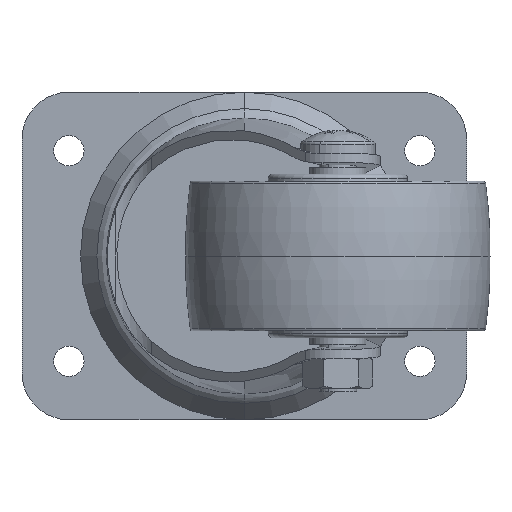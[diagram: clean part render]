
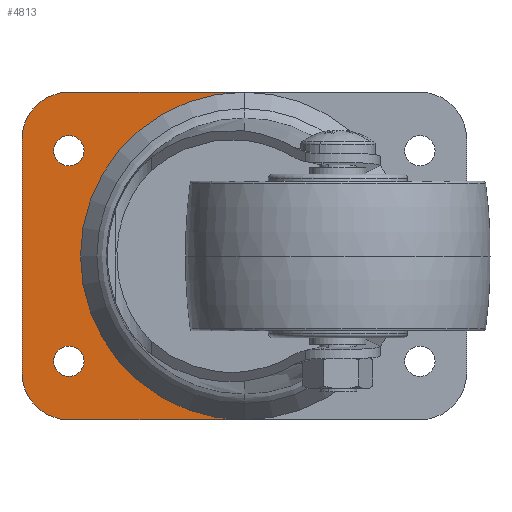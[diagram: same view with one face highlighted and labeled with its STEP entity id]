
A CAD part, front view. The second image highlights one B-rep face of the part: STEP entity #4813.
In plain terms, the highlighted planar face has unit normal (0, -1, 0).
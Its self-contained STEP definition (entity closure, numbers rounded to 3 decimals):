
#142 = CARTESIAN_POINT ( 'NONE',  ( -37.5, 63.5, -22.5 ) ) ;
#261 = CARTESIAN_POINT ( 'NONE',  ( 0., 63.5, -35. ) ) ;
#298 = EDGE_LOOP ( 'NONE', ( #5209, #5440, #4854, #9654, #3288, #3394 ) ) ;
#433 = CARTESIAN_POINT ( 'NONE',  ( -37.5, 63.5, 25. ) ) ;
#442 = CIRCLE ( 'NONE', #5829, 35. ) ;
#464 = VERTEX_POINT ( 'NONE', #5200 ) ;
#477 = CARTESIAN_POINT ( 'NONE',  ( -37.5, 63.5, 35. ) ) ;
#545 = DIRECTION ( 'NONE',  ( 0., -1., 0. ) ) ;
#562 = FACE_BOUND ( 'NONE', #965, .T. ) ;
#635 = CIRCLE ( 'NONE', #9032, 10. ) ;
#761 = VERTEX_POINT ( 'NONE', #7982 ) ;
#853 = CIRCLE ( 'NONE', #9062, 3.25 ) ;
#854 = EDGE_CURVE ( 'NONE', #9033, #3591, #2148, .T. ) ;
#965 = EDGE_LOOP ( 'NONE', ( #3552, #3398 ) ) ;
#998 = CARTESIAN_POINT ( 'NONE',  ( -37.5, 63.5, -25.75 ) ) ;
#1208 = DIRECTION ( 'NONE',  ( 0., -1., 0. ) ) ;
#1221 = CARTESIAN_POINT ( 'NONE',  ( 0., 63.5, 35. ) ) ;
#1274 = DIRECTION ( 'NONE',  ( 0., -1., 0. ) ) ;
#1311 = CARTESIAN_POINT ( 'NONE',  ( -37.5, 63.5, 25.75 ) ) ;
#1380 = EDGE_CURVE ( 'NONE', #7874, #761, #7103, .T. ) ;
#1553 = EDGE_CURVE ( 'NONE', #9873, #5483, #853, .T. ) ;
#1558 = VECTOR ( 'NONE', #5762, 1000. ) ;
#1942 = DIRECTION ( 'NONE',  ( 0., 0., -1. ) ) ;
#2148 = LINE ( 'NONE', #6579, #3222 ) ;
#2230 = AXIS2_PLACEMENT_3D ( 'NONE', #3517, #7503, #5965 ) ;
#2360 = DIRECTION ( 'NONE',  ( 0., -1., 0. ) ) ;
#2469 = EDGE_CURVE ( 'NONE', #8667, #4373, #8387, .T. ) ;
#2747 = CARTESIAN_POINT ( 'NONE',  ( -37.5, 63.5, 22.5 ) ) ;
#2754 = DIRECTION ( 'NONE',  ( 1., 0., 0. ) ) ;
#2809 = AXIS2_PLACEMENT_3D ( 'NONE', #142, #1274, #5091 ) ;
#2847 = CARTESIAN_POINT ( 'NONE',  ( -37.5, 63.5, 22.5 ) ) ;
#2934 = AXIS2_PLACEMENT_3D ( 'NONE', #6914, #2360, #7726 ) ;
#2994 = CARTESIAN_POINT ( 'NONE',  ( -37.5, 63.5, -22.5 ) ) ;
#3092 = FACE_OUTER_BOUND ( 'NONE', #298, .T. ) ;
#3222 = VECTOR ( 'NONE', #2754, 1000. ) ;
#3288 = ORIENTED_EDGE ( 'NONE', *, *, #854, .F. ) ;
#3322 = CARTESIAN_POINT ( 'NONE',  ( 0., 63.5, 0. ) ) ;
#3394 = ORIENTED_EDGE ( 'NONE', *, *, #7876, .T. ) ;
#3398 = ORIENTED_EDGE ( 'NONE', *, *, #9011, .F. ) ;
#3439 = FACE_BOUND ( 'NONE', #4350, .T. ) ;
#3517 = CARTESIAN_POINT ( 'NONE',  ( 47.5, 63.5, -35. ) ) ;
#3544 = VERTEX_POINT ( 'NONE', #5796 ) ;
#3552 = ORIENTED_EDGE ( 'NONE', *, *, #1380, .F. ) ;
#3591 = VERTEX_POINT ( 'NONE', #1221 ) ;
#3649 = CARTESIAN_POINT ( 'NONE',  ( -37.5, 63.5, -35. ) ) ;
#3956 = ORIENTED_EDGE ( 'NONE', *, *, #8238, .F. ) ;
#4350 = EDGE_LOOP ( 'NONE', ( #7138, #3956 ) ) ;
#4373 = VERTEX_POINT ( 'NONE', #3649 ) ;
#4455 = DIRECTION ( 'NONE',  ( 0., 0., 1. ) ) ;
#4594 = DIRECTION ( 'NONE',  ( 0., -1., 0. ) ) ;
#4813 = ADVANCED_FACE ( 'NONE', ( #562, #3439, #3092 ), #6691, .T. ) ;
#4854 = ORIENTED_EDGE ( 'NONE', *, *, #2469, .F. ) ;
#5075 = DIRECTION ( 'NONE',  ( 0., 0., -1. ) ) ;
#5091 = DIRECTION ( 'NONE',  ( 0., 0., -1. ) ) ;
#5200 = CARTESIAN_POINT ( 'NONE',  ( -47.5, 63.5, -25. ) ) ;
#5209 = ORIENTED_EDGE ( 'NONE', *, *, #9527, .F. ) ;
#5440 = ORIENTED_EDGE ( 'NONE', *, *, #7149, .T. ) ;
#5483 = VERTEX_POINT ( 'NONE', #998 ) ;
#5552 = AXIS2_PLACEMENT_3D ( 'NONE', #2847, #545, #5075 ) ;
#5762 = DIRECTION ( 'NONE',  ( -1., 0., 0. ) ) ;
#5796 = CARTESIAN_POINT ( 'NONE',  ( -47.5, 63.5, 25. ) ) ;
#5829 = AXIS2_PLACEMENT_3D ( 'NONE', #3322, #9556, #1942 ) ;
#5965 = DIRECTION ( 'NONE',  ( 0., 0., -1. ) ) ;
#6224 = AXIS2_PLACEMENT_3D ( 'NONE', #2747, #8164, #6743 ) ;
#6579 = CARTESIAN_POINT ( 'NONE',  ( -47.5, 63.5, 35. ) ) ;
#6691 = PLANE ( 'NONE',  #2230 ) ;
#6743 = DIRECTION ( 'NONE',  ( 0., 0., -1. ) ) ;
#6914 = CARTESIAN_POINT ( 'NONE',  ( -37.5, 63.5, -25. ) ) ;
#7046 = VECTOR ( 'NONE', #4455, 1000. ) ;
#7103 = CIRCLE ( 'NONE', #6224, 3.25 ) ;
#7130 = CARTESIAN_POINT ( 'NONE',  ( -37.5, 63.5, -19.25 ) ) ;
#7138 = ORIENTED_EDGE ( 'NONE', *, *, #1553, .F. ) ;
#7149 = EDGE_CURVE ( 'NONE', #464, #4373, #7856, .T. ) ;
#7503 = DIRECTION ( 'NONE',  ( 0., -1., 0. ) ) ;
#7726 = DIRECTION ( 'NONE',  ( 0., 0., -1. ) ) ;
#7836 = CIRCLE ( 'NONE', #2809, 3.25 ) ;
#7856 = CIRCLE ( 'NONE', #2934, 10. ) ;
#7874 = VERTEX_POINT ( 'NONE', #1311 ) ;
#7876 = EDGE_CURVE ( 'NONE', #9033, #3544, #635, .T. ) ;
#7982 = CARTESIAN_POINT ( 'NONE',  ( -37.5, 63.5, 19.25 ) ) ;
#8113 = DIRECTION ( 'NONE',  ( 0., 0., -1. ) ) ;
#8164 = DIRECTION ( 'NONE',  ( 0., -1., 0. ) ) ;
#8238 = EDGE_CURVE ( 'NONE', #5483, #9873, #7836, .T. ) ;
#8387 = LINE ( 'NONE', #8648, #1558 ) ;
#8648 = CARTESIAN_POINT ( 'NONE',  ( -47.5, 63.5, -35. ) ) ;
#8667 = VERTEX_POINT ( 'NONE', #261 ) ;
#8988 = CIRCLE ( 'NONE', #5552, 3.25 ) ;
#9011 = EDGE_CURVE ( 'NONE', #761, #7874, #8988, .T. ) ;
#9032 = AXIS2_PLACEMENT_3D ( 'NONE', #433, #1208, #8113 ) ;
#9033 = VERTEX_POINT ( 'NONE', #477 ) ;
#9055 = CARTESIAN_POINT ( 'NONE',  ( -47.5, 63.5, 35. ) ) ;
#9062 = AXIS2_PLACEMENT_3D ( 'NONE', #2994, #4594, #9092 ) ;
#9092 = DIRECTION ( 'NONE',  ( 0., 0., -1. ) ) ;
#9291 = EDGE_CURVE ( 'NONE', #3591, #8667, #442, .T. ) ;
#9456 = LINE ( 'NONE', #9055, #7046 ) ;
#9527 = EDGE_CURVE ( 'NONE', #464, #3544, #9456, .T. ) ;
#9556 = DIRECTION ( 'NONE',  ( 0., -1., 0. ) ) ;
#9654 = ORIENTED_EDGE ( 'NONE', *, *, #9291, .F. ) ;
#9873 = VERTEX_POINT ( 'NONE', #7130 ) ;
